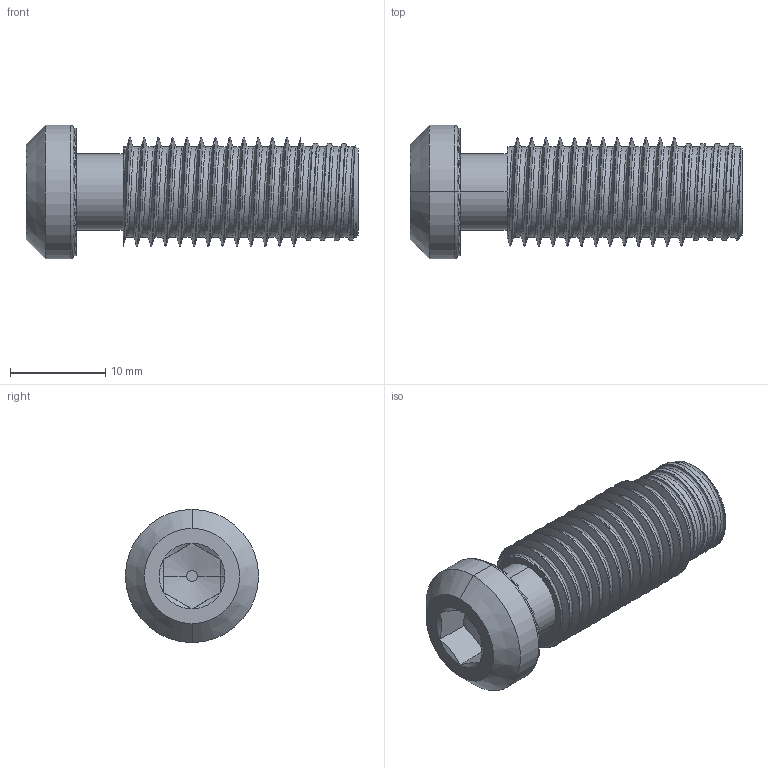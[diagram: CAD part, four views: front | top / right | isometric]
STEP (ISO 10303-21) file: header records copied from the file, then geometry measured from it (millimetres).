
FILE_DESCRIPTION (( 'STEP AP203' ), '1' );
FILE_NAME ('151102.step', '2021-06-03T16:18:12', ( '' ), ( '' ), 'SwSTEP 2.0', 'SolidWorks 2021', '' );
FILE_SCHEMA (( 'CONFIG_CONTROL_DESIGN' ));
Length unit declared in the file: millimetre
Products named in the file (1): 151102
Bounding box: 34.9 x 14 x 14 mm (x, y, z)
Volume: 2602.2 mm3; surface area: 2232.7 mm2
Topology: 1 solids, 1 shells, 205 faces, 421 edges, 222 vertices
Faces by surface type: plane 91, cylinder 62, bspline 29, cone 21, torus 2
Entity records: 11537 total; most frequent: CARTESIAN_POINT 7629, ORIENTED_EDGE 842, DIRECTION 715, EDGE_CURVE 421, AXIS2_PLACEMENT_3D 263, VERTEX_POINT 222, EDGE_LOOP 209, ADVANCED_FACE 205
